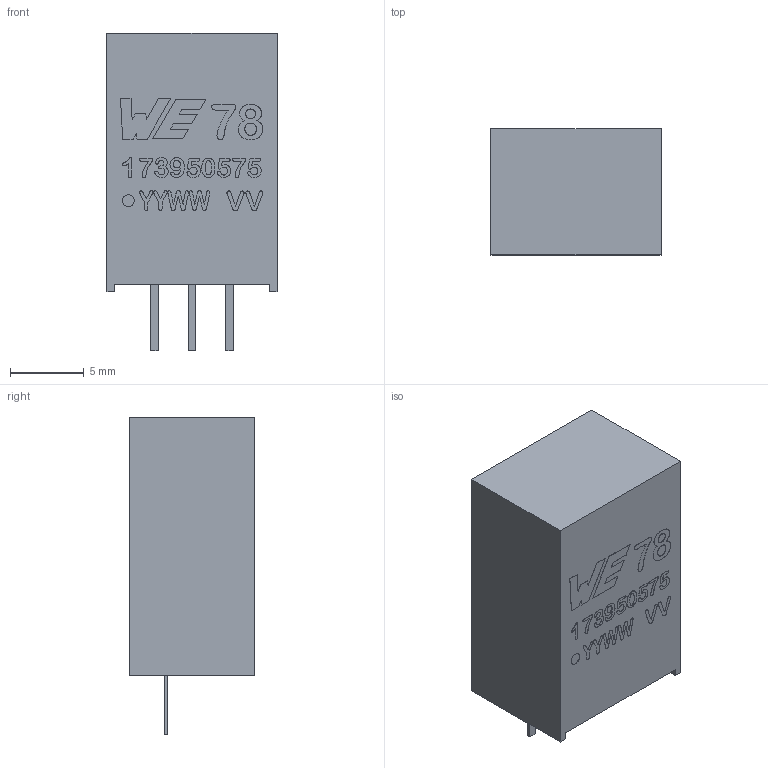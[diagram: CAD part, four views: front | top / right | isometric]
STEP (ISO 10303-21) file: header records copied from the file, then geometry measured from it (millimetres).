
FILE_DESCRIPTION(/* description */ ('Unknown'),/* implementation_level */ '2;1');
FILE_NAME(/* name */ 'U_Wurth_MagIC-FDSM_173950575',/* time_stamp */ '2025-01-06T17:21:59+08:00',/* author */ ('Unknown'),/* organization */ ('Unknown'),/* preprocessor_version */ 'ST-DEVELOPER v19.4',/* originating_system */ 'Solid Edge',/* authorisation */ 'Unknown');
FILE_SCHEMA (('AUTOMOTIVE_DESIGN {1 0 10303 214 3 1 1}'));
Products named in the file (1): 173950575
Bounding box: 11.5 x 8.5 x 21.5 mm (x, y, z)
Volume: 1667.5 mm3; surface area: 915.3 mm2
Topology: 1 solids, 1 shells, 1763 faces, 5204 edges, 3470 vertices
Faces by surface type: plane 1759, bspline 3, cylinder 1
Full cylindrical faces by diameter (mm): 0.8 x1
Entity records: 70349 total; most frequent: CARTESIAN_POINT 10918, ORIENTED_EDGE 10402, DIRECTION 8719, EDGE_CURVE 5201, LINE 5193, VECTOR 5193, VERTEX_POINT 3470, EDGE_LOOP 1793
